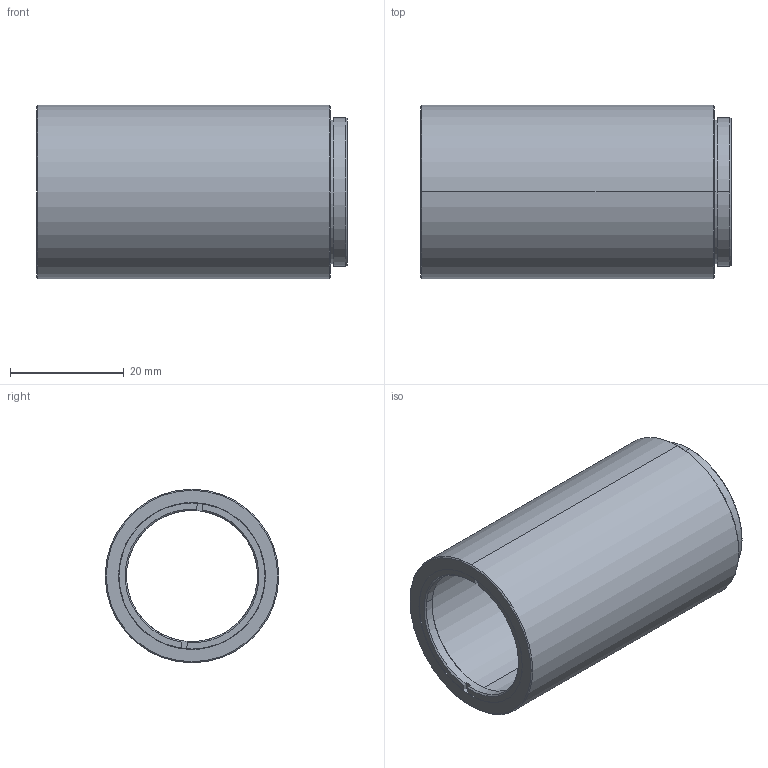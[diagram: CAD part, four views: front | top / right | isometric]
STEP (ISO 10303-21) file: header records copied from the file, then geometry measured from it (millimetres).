
FILE_DESCRIPTION (( 'STEP AP214' ), '1' );
FILE_NAME ('1.7.1.11_ZTC-1-2.0_SM1标准型2.0英寸层叠式透镜套筒.STEP', '2021-07-27T07:47:04', ( 'Microsoft' ), ( 'Microsoft' ), 'SwSTEP 2.0', 'SolidWorks 2018', '' );
FILE_SCHEMA (( 'AUTOMOTIVE_DESIGN' ));
Length unit declared in the file: millimetre
Products named in the file (1): 1.7.1.11_ZTC-1-2.0_SM1标准型2.0英寸层叠式透镜套筒
Bounding box: 54.6 x 30.5 x 30.5 mm (x, y, z)
Surface area: 10320 mm2 (no closed solid volume)
Topology: 0 solids, 3 shells, 34 faces, 88 edges, 57 vertices
Faces by surface type: cylinder 12, cone 11, plane 11
Entity records: 1444 total; most frequent: CARTESIAN_POINT 204, DIRECTION 193, ORIENTED_EDGE 154, EDGE_CURVE 88, AXIS2_PLACEMENT_3D 78, VERTEX_POINT 57, CIRCLE 43, LINE 37
